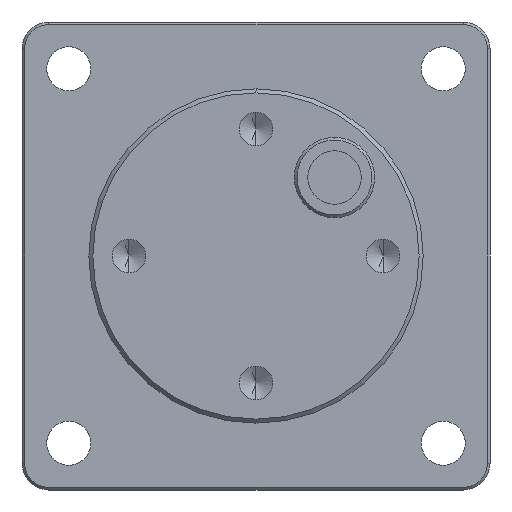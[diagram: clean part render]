
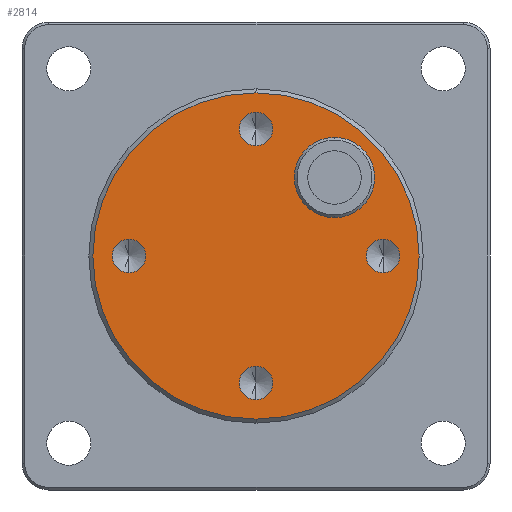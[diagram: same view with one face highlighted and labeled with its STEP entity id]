
A CAD part, front view. The second image highlights one B-rep face of the part: STEP entity #2814.
In plain terms, the highlighted planar face has unit normal (0, -1, 0).
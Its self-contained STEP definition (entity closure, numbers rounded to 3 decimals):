
#35 = EDGE_LOOP ( 'NONE', ( #3220, #3164 ) ) ;
#38 = EDGE_CURVE ( 'NONE', #2853, #1799, #1251, .T. ) ;
#54 = CARTESIAN_POINT ( 'NONE',  ( 0., -3.5, 10.75 ) ) ;
#93 = EDGE_LOOP ( 'NONE', ( #1109, #3074 ) ) ;
#107 = VERTEX_POINT ( 'NONE', #3051 ) ;
#114 = CARTESIAN_POINT ( 'NONE',  ( 0., -3.5, -12.2 ) ) ;
#125 = DIRECTION ( 'NONE',  ( 0., -1., 0. ) ) ;
#137 = CARTESIAN_POINT ( 'NONE',  ( 5.869, -3.5, 5.869 ) ) ;
#174 = CARTESIAN_POINT ( 'NONE',  ( 0., -3.5, 9.5 ) ) ;
#193 = VERTEX_POINT ( 'NONE', #4260 ) ;
#213 = CIRCLE ( 'NONE', #3943, 1.25 ) ;
#471 = DIRECTION ( 'NONE',  ( 0., 0., -1. ) ) ;
#479 = VERTEX_POINT ( 'NONE', #4150 ) ;
#505 = DIRECTION ( 'NONE',  ( 0., 0., -1. ) ) ;
#506 = EDGE_CURVE ( 'NONE', #1681, #3122, #1736, .T. ) ;
#510 = AXIS2_PLACEMENT_3D ( 'NONE', #3128, #1767, #4192 ) ;
#521 = CARTESIAN_POINT ( 'NONE',  ( 5.869, -3.5, 2.869 ) ) ;
#602 = FACE_BOUND ( 'NONE', #1171, .T. ) ;
#622 = EDGE_LOOP ( 'NONE', ( #1481, #1810 ) ) ;
#643 = EDGE_CURVE ( 'NONE', #4144, #1505, #2894, .T. ) ;
#646 = DIRECTION ( 'NONE',  ( 0., -1., 0. ) ) ;
#765 = AXIS2_PLACEMENT_3D ( 'NONE', #1753, #1078, #3467 ) ;
#790 = AXIS2_PLACEMENT_3D ( 'NONE', #4078, #2017, #4426 ) ;
#854 = CARTESIAN_POINT ( 'NONE',  ( 5.869, -3.5, 5.869 ) ) ;
#976 = EDGE_CURVE ( 'NONE', #479, #193, #4423, .T. ) ;
#1030 = EDGE_CURVE ( 'NONE', #4034, #2160, #1460, .T. ) ;
#1067 = AXIS2_PLACEMENT_3D ( 'NONE', #3679, #1617, #4027 ) ;
#1078 = DIRECTION ( 'NONE',  ( 0., -1., 0. ) ) ;
#1098 = CIRCLE ( 'NONE', #2339, 1.25 ) ;
#1109 = ORIENTED_EDGE ( 'NONE', *, *, #976, .F. ) ;
#1171 = EDGE_LOOP ( 'NONE', ( #1907, #1532 ) ) ;
#1188 = CARTESIAN_POINT ( 'NONE',  ( 0., -3.5, 12.2 ) ) ;
#1194 = DIRECTION ( 'NONE',  ( 0., 0., -1. ) ) ;
#1251 = CIRCLE ( 'NONE', #765, 1.25 ) ;
#1320 = DIRECTION ( 'NONE',  ( 0., 0., -1. ) ) ;
#1374 = AXIS2_PLACEMENT_3D ( 'NONE', #2170, #125, #2499 ) ;
#1425 = AXIS2_PLACEMENT_3D ( 'NONE', #1655, #3714, #1320 ) ;
#1460 = CIRCLE ( 'NONE', #1374, 1.25 ) ;
#1481 = ORIENTED_EDGE ( 'NONE', *, *, #1489, .F. ) ;
#1489 = EDGE_CURVE ( 'NONE', #2160, #4034, #2794, .T. ) ;
#1499 = CIRCLE ( 'NONE', #790, 12.2 ) ;
#1505 = VERTEX_POINT ( 'NONE', #1188 ) ;
#1514 = FACE_BOUND ( 'NONE', #35, .T. ) ;
#1532 = ORIENTED_EDGE ( 'NONE', *, *, #506, .F. ) ;
#1617 = DIRECTION ( 'NONE',  ( 0., -1., 0. ) ) ;
#1619 = FACE_BOUND ( 'NONE', #2247, .T. ) ;
#1655 = CARTESIAN_POINT ( 'NONE',  ( -9.5, -3.5, 0. ) ) ;
#1681 = VERTEX_POINT ( 'NONE', #4448 ) ;
#1730 = ORIENTED_EDGE ( 'NONE', *, *, #2473, .F. ) ;
#1736 = CIRCLE ( 'NONE', #1425, 1.25 ) ;
#1753 = CARTESIAN_POINT ( 'NONE',  ( 0., -3.5, -9.5 ) ) ;
#1767 = DIRECTION ( 'NONE',  ( 0., -1., 0. ) ) ;
#1792 = DIRECTION ( 'NONE',  ( 0., -1., 0. ) ) ;
#1799 = VERTEX_POINT ( 'NONE', #1895 ) ;
#1810 = ORIENTED_EDGE ( 'NONE', *, *, #1030, .F. ) ;
#1839 = DIRECTION ( 'NONE',  ( 0., -1., 0. ) ) ;
#1878 = AXIS2_PLACEMENT_3D ( 'NONE', #137, #2511, #471 ) ;
#1895 = CARTESIAN_POINT ( 'NONE',  ( 0., -3.5, -8.25 ) ) ;
#1907 = ORIENTED_EDGE ( 'NONE', *, *, #2033, .F. ) ;
#2006 = CIRCLE ( 'NONE', #2512, 3. ) ;
#2017 = DIRECTION ( 'NONE',  ( 0., -1., 0. ) ) ;
#2033 = EDGE_CURVE ( 'NONE', #3122, #1681, #213, .T. ) ;
#2160 = VERTEX_POINT ( 'NONE', #2896 ) ;
#2170 = CARTESIAN_POINT ( 'NONE',  ( 0., -3.5, 9.5 ) ) ;
#2214 = CARTESIAN_POINT ( 'NONE',  ( 0., -3.5, 0. ) ) ;
#2247 = EDGE_LOOP ( 'NONE', ( #4087, #1730 ) ) ;
#2339 = AXIS2_PLACEMENT_3D ( 'NONE', #3907, #1839, #4261 ) ;
#2418 = FACE_BOUND ( 'NONE', #93, .T. ) ;
#2473 = EDGE_CURVE ( 'NONE', #2599, #107, #2006, .T. ) ;
#2499 = DIRECTION ( 'NONE',  ( 0., 0., -1. ) ) ;
#2511 = DIRECTION ( 'NONE',  ( 0., -1., 0. ) ) ;
#2512 = AXIS2_PLACEMENT_3D ( 'NONE', #854, #3237, #1194 ) ;
#2524 = FACE_OUTER_BOUND ( 'NONE', #4007, .T. ) ;
#2536 = DIRECTION ( 'NONE',  ( 0., -1., 0. ) ) ;
#2543 = DIRECTION ( 'NONE',  ( 0., -1., 0. ) ) ;
#2599 = VERTEX_POINT ( 'NONE', #521 ) ;
#2678 = CARTESIAN_POINT ( 'NONE',  ( -9.5, -3.5, 0. ) ) ;
#2681 = EDGE_CURVE ( 'NONE', #193, #479, #4110, .T. ) ;
#2794 = CIRCLE ( 'NONE', #3249, 1.25 ) ;
#2814 = ADVANCED_FACE ( 'NONE', ( #2524, #1619, #602, #3226, #2418, #1514 ), #4177, .T. ) ;
#2853 = VERTEX_POINT ( 'NONE', #4205 ) ;
#2894 = CIRCLE ( 'NONE', #4199, 12.2 ) ;
#2895 = ORIENTED_EDGE ( 'NONE', *, *, #3749, .T. ) ;
#2896 = CARTESIAN_POINT ( 'NONE',  ( 0., -3.5, 8.25 ) ) ;
#2942 = CARTESIAN_POINT ( 'NONE',  ( -9.5, -3.5, -1.25 ) ) ;
#2948 = EDGE_CURVE ( 'NONE', #107, #2599, #3718, .T. ) ;
#2970 = EDGE_CURVE ( 'NONE', #1799, #2853, #1098, .T. ) ;
#2999 = ORIENTED_EDGE ( 'NONE', *, *, #643, .T. ) ;
#3031 = DIRECTION ( 'NONE',  ( 0., 0., -1. ) ) ;
#3051 = CARTESIAN_POINT ( 'NONE',  ( 5.869, -3.5, 8.869 ) ) ;
#3074 = ORIENTED_EDGE ( 'NONE', *, *, #2681, .F. ) ;
#3122 = VERTEX_POINT ( 'NONE', #2942 ) ;
#3128 = CARTESIAN_POINT ( 'NONE',  ( 0., -3.5, 0. ) ) ;
#3164 = ORIENTED_EDGE ( 'NONE', *, *, #2970, .F. ) ;
#3220 = ORIENTED_EDGE ( 'NONE', *, *, #38, .F. ) ;
#3226 = FACE_BOUND ( 'NONE', #622, .T. ) ;
#3237 = DIRECTION ( 'NONE',  ( 0., -1., 0. ) ) ;
#3249 = AXIS2_PLACEMENT_3D ( 'NONE', #174, #2543, #505 ) ;
#3467 = DIRECTION ( 'NONE',  ( 0., 0., -1. ) ) ;
#3679 = CARTESIAN_POINT ( 'NONE',  ( 9.5, -3.5, 0. ) ) ;
#3714 = DIRECTION ( 'NONE',  ( 0., -1., 0. ) ) ;
#3718 = CIRCLE ( 'NONE', #1878, 3. ) ;
#3749 = EDGE_CURVE ( 'NONE', #1505, #4144, #1499, .T. ) ;
#3854 = CARTESIAN_POINT ( 'NONE',  ( 9.5, -3.5, 0. ) ) ;
#3907 = CARTESIAN_POINT ( 'NONE',  ( 0., -3.5, -9.5 ) ) ;
#3943 = AXIS2_PLACEMENT_3D ( 'NONE', #2678, #646, #3031 ) ;
#3985 = AXIS2_PLACEMENT_3D ( 'NONE', #3854, #1792, #4210 ) ;
#4007 = EDGE_LOOP ( 'NONE', ( #2895, #2999 ) ) ;
#4027 = DIRECTION ( 'NONE',  ( 0., 0., -1. ) ) ;
#4034 = VERTEX_POINT ( 'NONE', #54 ) ;
#4078 = CARTESIAN_POINT ( 'NONE',  ( 0., -3.5, 0. ) ) ;
#4087 = ORIENTED_EDGE ( 'NONE', *, *, #2948, .F. ) ;
#4110 = CIRCLE ( 'NONE', #1067, 1.25 ) ;
#4144 = VERTEX_POINT ( 'NONE', #114 ) ;
#4150 = CARTESIAN_POINT ( 'NONE',  ( 9.5, -3.5, -1.25 ) ) ;
#4177 = PLANE ( 'NONE',  #510 ) ;
#4192 = DIRECTION ( 'NONE',  ( 0., 0., -1. ) ) ;
#4199 = AXIS2_PLACEMENT_3D ( 'NONE', #2214, #2536, #4288 ) ;
#4205 = CARTESIAN_POINT ( 'NONE',  ( 0., -3.5, -10.75 ) ) ;
#4210 = DIRECTION ( 'NONE',  ( 0., 0., -1. ) ) ;
#4260 = CARTESIAN_POINT ( 'NONE',  ( 9.5, -3.5, 1.25 ) ) ;
#4261 = DIRECTION ( 'NONE',  ( 0., 0., -1. ) ) ;
#4288 = DIRECTION ( 'NONE',  ( 0., 0., -1. ) ) ;
#4423 = CIRCLE ( 'NONE', #3985, 1.25 ) ;
#4426 = DIRECTION ( 'NONE',  ( 0., 0., -1. ) ) ;
#4448 = CARTESIAN_POINT ( 'NONE',  ( -9.5, -3.5, 1.25 ) ) ;
